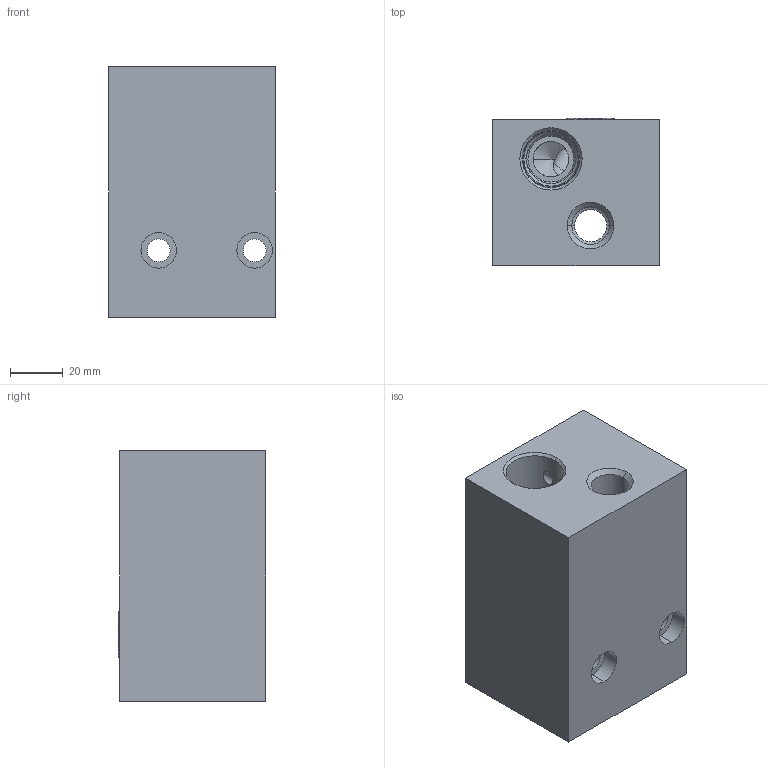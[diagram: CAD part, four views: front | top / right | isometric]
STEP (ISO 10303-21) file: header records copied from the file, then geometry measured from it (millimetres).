
FILE_DESCRIPTION((''),'2;1');
FILE_NAME('YVM_ASM','2019-09-26T',('ProEService'),(''),'PRO/ENGINEER BY PARAMETRIC TECHNOLOGY CORPORATION, 2014200','PRO/ENGINEER BY PARAMETRIC TECHNOLOGY CORPORATION, 2014200','');
FILE_SCHEMA(('CONFIG_CONTROL_DESIGN'));
Length unit declared in the file: inch
Products named in the file (3): 150-803-001; 500-001-113; YVM_ASM
Assembly tree (2 placements, depth 2):
  YVM_ASM
    150-803-001
    500-001-113
Bounding box: 63.5 x 56.03 x 95.25 mm (x, y, z)
Volume: 274118.4 mm3; surface area: 47447.3 mm2
Topology: 2 solids, 2 shells, 140 faces, 606 edges, 575 vertices
Faces by surface type: cylinder 65, cone 41, plane 15, sphere 13, revolution 4, torus 2
Entity records: 7869 total; most frequent: CARTESIAN_POINT 3209, DIRECTION 939, ORIENTED_EDGE 734, EDGE_CURVE 367, VECTOR 335, LINE 335, AXIS2_PLACEMENT_3D 300, VERTEX_POINT 232
